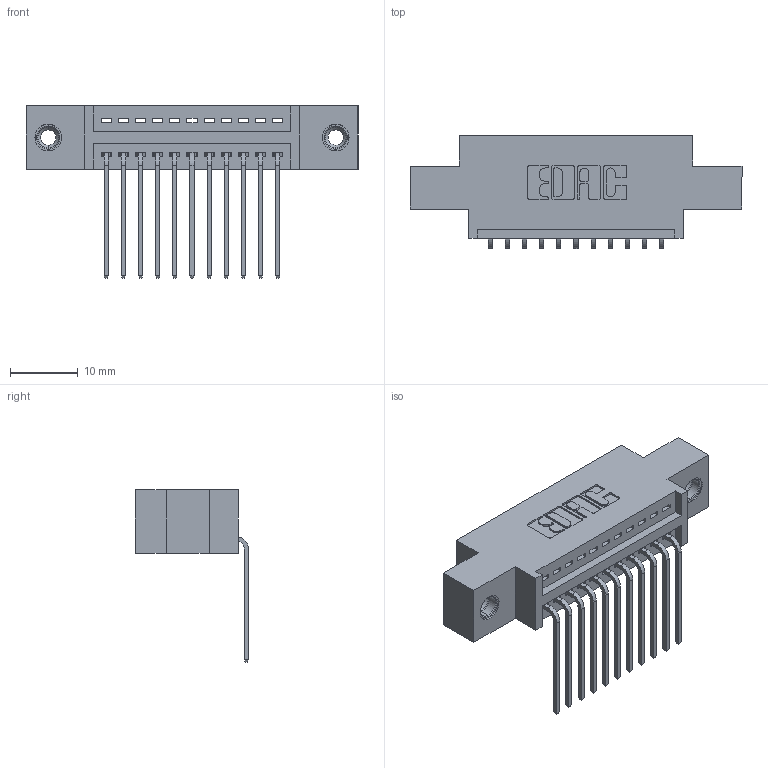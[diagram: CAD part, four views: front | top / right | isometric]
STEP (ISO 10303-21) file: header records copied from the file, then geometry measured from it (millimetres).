
FILE_DESCRIPTION (( 'STEP AP203' ), '1' );
FILE_NAME ('395-011-559-608.STEP', '2019-10-16T00:05:00', ( '' ), ( '' ), 'SwSTEP 2.0', 'SolidWorks 2016', '' );
FILE_SCHEMA (( 'CONFIG_CONTROL_DESIGN' ));
Length unit declared in the file: inch
Products named in the file (4): 395-011-559-608; 345-292-001_558 559 Tail - 1; 345-250-001_345-250-003-102; 345 Part_0.170 Offset - 0.156 Dia-TI
Assembly tree (14 placements, depth 2):
  395-011-559-608
    345 Part_0.170 Offset - 0.156 Dia-TI
    345-292-001_558 559 Tail - 1  x11
    345-250-001_345-250-003-102  x2
Bounding box: 49.15 x 16.75 x 25.53 mm (x, y, z)
Volume: 4331 mm3; surface area: 5695.3 mm2
Topology: 14 solids, 14 shells, 850 faces, 2491 edges, 1638 vertices
Faces by surface type: plane 578, cylinder 256, cone 12, torus 4
Entity records: 13854 total; most frequent: CARTESIAN_POINT 2384, ORIENTED_EDGE 2322, DIRECTION 2153, EDGE_CURVE 1161, VECTOR 965, LINE 965, VERTEX_POINT 768, AXIS2_PLACEMENT_3D 594
